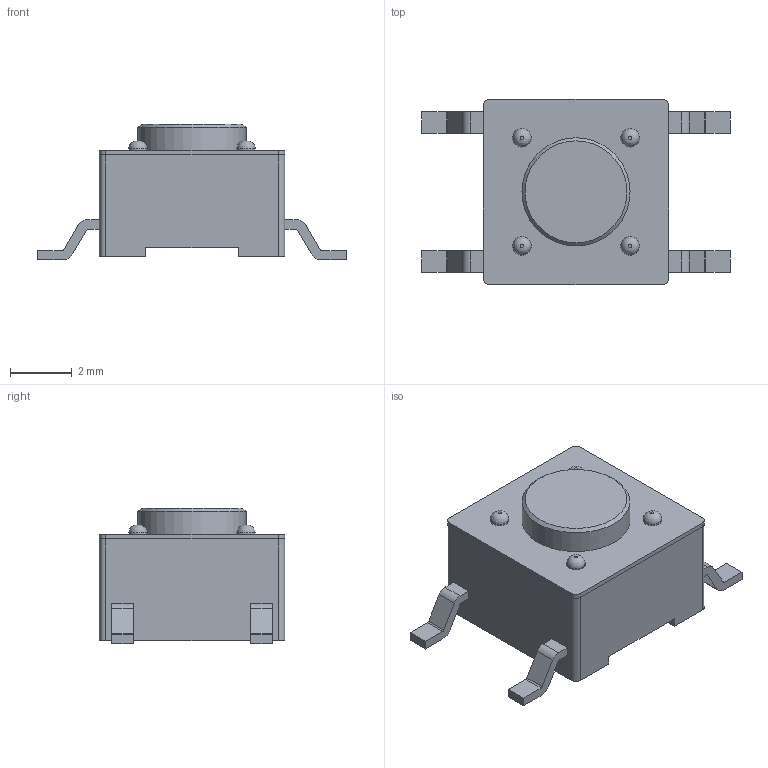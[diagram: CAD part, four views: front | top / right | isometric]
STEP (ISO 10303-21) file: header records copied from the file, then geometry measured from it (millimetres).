
FILE_DESCRIPTION(('FreeCAD Model'),'2;1');
FILE_NAME('SW_Push_1P1T_NO_E-Switch_TL3301NxxxxxG.step','2020-04-26T10:02:06',('kicad StepUp'),('ksu MCAD'), 'Open CASCADE STEP processor 7.3','FreeCAD','Unknown');
FILE_SCHEMA(('AUTOMOTIVE_DESIGN { 1 0 10303 214 1 1 1 1 }'));
Length unit declared in the file: millimetre
Products named in the file (1): SW_Push_1P1T_NO_E-Switch_TL3301NxxxxxG
Bounding box: 10 x 6 x 4.4 mm (x, y, z)
Volume: 129.2 mm3; surface area: 185.8 mm2
Topology: 1 solids, 1 shells, 89 faces, 221 edges, 143 vertices
Faces by surface type: plane 55, cylinder 29, revolution 4, cone 1
Full cylindrical faces by diameter (mm): 0.6 x4, 3.5 x1
Entity records: 3299 total; most frequent: CARTESIAN_POINT 482, DIRECTION 460, ORIENTED_EDGE 442, EDGE_CURVE 221, LINE 158, VECTOR 158, AXIS2_PLACEMENT_3D 149, VERTEX_POINT 143
